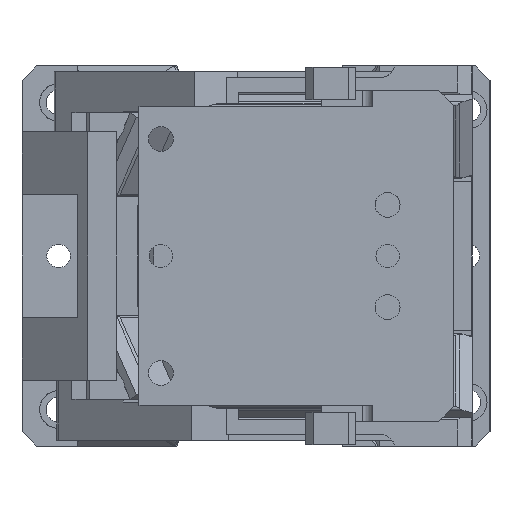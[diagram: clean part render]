
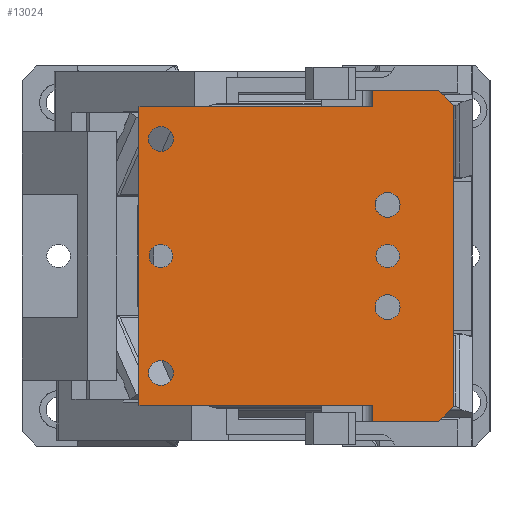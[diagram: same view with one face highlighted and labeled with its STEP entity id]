
A CAD part, front view. The second image highlights one B-rep face of the part: STEP entity #13024.
In plain terms, the highlighted planar face has unit normal (0, -1, 0).
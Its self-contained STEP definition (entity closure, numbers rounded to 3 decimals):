
#12800=CARTESIAN_POINT('Axis2P3D Location',(-70.,-130.,35.)) ;
#12804=CARTESIAN_POINT('Vertex',(-70.,-130.,26.5)) ;
#12806=CARTESIAN_POINT('Vertex',(-70.,-130.,43.5)) ;
#12831=CARTESIAN_POINT('Axis2P3D Location',(-70.,-130.,35.)) ;
#12843=CARTESIAN_POINT('Axis2P3D Location',(-240.,-130.,113.)) ;
#12848=CARTESIAN_POINT('Line Origine',(-25.,-130.,0.)) ;
#12852=CARTESIAN_POINT('Vertex',(-25.,-130.,103.)) ;
#12854=CARTESIAN_POINT('Vertex',(-25.,-130.,-103.)) ;
#12857=CARTESIAN_POINT('Line Origine',(-30.,-130.,108.)) ;
#12861=CARTESIAN_POINT('Vertex',(-35.,-130.,113.)) ;
#12864=CARTESIAN_POINT('Line Origine',(-57.5,-130.,113.)) ;
#12868=CARTESIAN_POINT('Vertex',(-80.,-130.,113.)) ;
#12871=CARTESIAN_POINT('Line Origine',(-80.,-130.,107.5)) ;
#12875=CARTESIAN_POINT('Vertex',(-80.,-130.,102.)) ;
#12878=CARTESIAN_POINT('Line Origine',(-160.,-130.,102.)) ;
#12882=CARTESIAN_POINT('Vertex',(-240.,-130.,102.)) ;
#12885=CARTESIAN_POINT('Line Origine',(-240.,-130.,0.)) ;
#12889=CARTESIAN_POINT('Vertex',(-240.,-130.,-102.)) ;
#12892=CARTESIAN_POINT('Line Origine',(-160.,-130.,-102.)) ;
#12896=CARTESIAN_POINT('Vertex',(-80.,-130.,-102.)) ;
#12899=CARTESIAN_POINT('Line Origine',(-80.,-130.,-107.5)) ;
#12903=CARTESIAN_POINT('Vertex',(-80.,-130.,-113.)) ;
#12906=CARTESIAN_POINT('Line Origine',(-57.5,-130.,-113.)) ;
#12910=CARTESIAN_POINT('Vertex',(-35.,-130.,-113.)) ;
#12913=CARTESIAN_POINT('Line Origine',(-30.,-130.,-108.)) ;
#12930=CARTESIAN_POINT('Axis2P3D Location',(-70.,-130.,0.)) ;
#12934=CARTESIAN_POINT('Vertex',(-70.,-130.,-8.)) ;
#12936=CARTESIAN_POINT('Vertex',(-70.,-130.,8.)) ;
#12939=CARTESIAN_POINT('Axis2P3D Location',(-70.,-130.,0.)) ;
#12948=CARTESIAN_POINT('Axis2P3D Location',(-225.,-130.,-80.)) ;
#12952=CARTESIAN_POINT('Vertex',(-225.,-130.,-88.5)) ;
#12954=CARTESIAN_POINT('Vertex',(-225.,-130.,-71.5)) ;
#12957=CARTESIAN_POINT('Axis2P3D Location',(-225.,-130.,-80.)) ;
#12966=CARTESIAN_POINT('Axis2P3D Location',(-225.,-130.,80.)) ;
#12970=CARTESIAN_POINT('Vertex',(-225.,-130.,71.5)) ;
#12972=CARTESIAN_POINT('Vertex',(-225.,-130.,88.5)) ;
#12975=CARTESIAN_POINT('Axis2P3D Location',(-225.,-130.,80.)) ;
#12984=CARTESIAN_POINT('Axis2P3D Location',(-70.,-130.,-35.)) ;
#12988=CARTESIAN_POINT('Vertex',(-70.,-130.,-43.5)) ;
#12990=CARTESIAN_POINT('Vertex',(-70.,-130.,-26.5)) ;
#12993=CARTESIAN_POINT('Axis2P3D Location',(-70.,-130.,-35.)) ;
#13006=CARTESIAN_POINT('Axis2P3D Location',(-225.,-130.,0.)) ;
#13010=CARTESIAN_POINT('Vertex',(-225.,-130.,-8.)) ;
#13012=CARTESIAN_POINT('Vertex',(-225.,-130.,8.)) ;
#13015=CARTESIAN_POINT('Axis2P3D Location',(-225.,-130.,0.)) ;
#12801=DIRECTION('Axis2P3D Direction',(-0.,1.,0.)) ;
#12832=DIRECTION('Axis2P3D Direction',(-0.,1.,0.)) ;
#12844=DIRECTION('Axis2P3D Direction',(0.,1.,0.)) ;
#12845=DIRECTION('Axis2P3D XDirection',(0.,0.,1.)) ;
#12849=DIRECTION('Vector Direction',(0.,0.,-1.)) ;
#12858=DIRECTION('Vector Direction',(-0.707,0.,0.707)) ;
#12865=DIRECTION('Vector Direction',(1.,0.,0.)) ;
#12872=DIRECTION('Vector Direction',(0.,0.,1.)) ;
#12879=DIRECTION('Vector Direction',(1.,0.,0.)) ;
#12886=DIRECTION('Vector Direction',(0.,0.,-1.)) ;
#12893=DIRECTION('Vector Direction',(-1.,0.,0.)) ;
#12900=DIRECTION('Vector Direction',(0.,0.,-1.)) ;
#12907=DIRECTION('Vector Direction',(1.,0.,0.)) ;
#12914=DIRECTION('Vector Direction',(0.707,0.,0.707)) ;
#12931=DIRECTION('Axis2P3D Direction',(0.,1.,0.)) ;
#12940=DIRECTION('Axis2P3D Direction',(0.,1.,0.)) ;
#12949=DIRECTION('Axis2P3D Direction',(0.,1.,0.)) ;
#12958=DIRECTION('Axis2P3D Direction',(0.,1.,0.)) ;
#12967=DIRECTION('Axis2P3D Direction',(0.,1.,0.)) ;
#12976=DIRECTION('Axis2P3D Direction',(0.,1.,0.)) ;
#12985=DIRECTION('Axis2P3D Direction',(0.,1.,0.)) ;
#12994=DIRECTION('Axis2P3D Direction',(0.,1.,0.)) ;
#13007=DIRECTION('Axis2P3D Direction',(0.,1.,0.)) ;
#13016=DIRECTION('Axis2P3D Direction',(0.,1.,0.)) ;
#12802=AXIS2_PLACEMENT_3D('Circle Axis2P3D',#12800,#12801,$) ;
#12833=AXIS2_PLACEMENT_3D('Circle Axis2P3D',#12831,#12832,$) ;
#12846=AXIS2_PLACEMENT_3D('Plane Axis2P3D',#12843,#12844,#12845) ;
#12932=AXIS2_PLACEMENT_3D('Circle Axis2P3D',#12930,#12931,$) ;
#12941=AXIS2_PLACEMENT_3D('Circle Axis2P3D',#12939,#12940,$) ;
#12950=AXIS2_PLACEMENT_3D('Circle Axis2P3D',#12948,#12949,$) ;
#12959=AXIS2_PLACEMENT_3D('Circle Axis2P3D',#12957,#12958,$) ;
#12968=AXIS2_PLACEMENT_3D('Circle Axis2P3D',#12966,#12967,$) ;
#12977=AXIS2_PLACEMENT_3D('Circle Axis2P3D',#12975,#12976,$) ;
#12986=AXIS2_PLACEMENT_3D('Circle Axis2P3D',#12984,#12985,$) ;
#12995=AXIS2_PLACEMENT_3D('Circle Axis2P3D',#12993,#12994,$) ;
#13008=AXIS2_PLACEMENT_3D('Circle Axis2P3D',#13006,#13007,$) ;
#13017=AXIS2_PLACEMENT_3D('Circle Axis2P3D',#13015,#13016,$) ;
#12919=ORIENTED_EDGE('',*,*,#12856,.F.) ;
#12920=ORIENTED_EDGE('',*,*,#12863,.T.) ;
#12921=ORIENTED_EDGE('',*,*,#12870,.F.) ;
#12922=ORIENTED_EDGE('',*,*,#12877,.F.) ;
#12923=ORIENTED_EDGE('',*,*,#12884,.F.) ;
#12924=ORIENTED_EDGE('',*,*,#12891,.T.) ;
#12925=ORIENTED_EDGE('',*,*,#12898,.F.) ;
#12926=ORIENTED_EDGE('',*,*,#12905,.T.) ;
#12927=ORIENTED_EDGE('',*,*,#12912,.T.) ;
#12928=ORIENTED_EDGE('',*,*,#12917,.T.) ;
#12945=ORIENTED_EDGE('',*,*,#12938,.T.) ;
#12946=ORIENTED_EDGE('',*,*,#12943,.T.) ;
#12963=ORIENTED_EDGE('',*,*,#12956,.T.) ;
#12964=ORIENTED_EDGE('',*,*,#12961,.T.) ;
#12981=ORIENTED_EDGE('',*,*,#12974,.T.) ;
#12982=ORIENTED_EDGE('',*,*,#12979,.T.) ;
#12999=ORIENTED_EDGE('',*,*,#12992,.T.) ;
#13000=ORIENTED_EDGE('',*,*,#12997,.T.) ;
#13003=ORIENTED_EDGE('',*,*,#12808,.T.) ;
#13004=ORIENTED_EDGE('',*,*,#12835,.T.) ;
#13021=ORIENTED_EDGE('',*,*,#13014,.T.) ;
#13022=ORIENTED_EDGE('',*,*,#13019,.T.) ;
#12947=FACE_BOUND('',#12944,.T.) ;
#12965=FACE_BOUND('',#12962,.T.) ;
#12983=FACE_BOUND('',#12980,.T.) ;
#13001=FACE_BOUND('',#12998,.T.) ;
#13005=FACE_BOUND('',#13002,.T.) ;
#13023=FACE_BOUND('',#13020,.T.) ;
#12850=VECTOR('Line Direction',#12849,1.) ;
#12859=VECTOR('Line Direction',#12858,1.) ;
#12866=VECTOR('Line Direction',#12865,1.) ;
#12873=VECTOR('Line Direction',#12872,1.) ;
#12880=VECTOR('Line Direction',#12879,1.) ;
#12887=VECTOR('Line Direction',#12886,1.) ;
#12894=VECTOR('Line Direction',#12893,1.) ;
#12901=VECTOR('Line Direction',#12900,1.) ;
#12908=VECTOR('Line Direction',#12907,1.) ;
#12915=VECTOR('Line Direction',#12914,1.) ;
#13024=ADVANCED_FACE('CAM DRIVER',(#12929,#12947,#12965,#12983,#13001,#13005,#13023),#12847,.F.) ;
#12803=CIRCLE('generated circle',#12802,8.5) ;
#12834=CIRCLE('generated circle',#12833,8.5) ;
#12933=CIRCLE('generated circle',#12932,8.) ;
#12942=CIRCLE('generated circle',#12941,8.) ;
#12951=CIRCLE('generated circle',#12950,8.5) ;
#12960=CIRCLE('generated circle',#12959,8.5) ;
#12969=CIRCLE('generated circle',#12968,8.5) ;
#12978=CIRCLE('generated circle',#12977,8.5) ;
#12987=CIRCLE('generated circle',#12986,8.5) ;
#12996=CIRCLE('generated circle',#12995,8.5) ;
#13009=CIRCLE('generated circle',#13008,8.) ;
#13018=CIRCLE('generated circle',#13017,8.) ;
#12808=EDGE_CURVE('',#12805,#12807,#12803,.T.) ;
#12835=EDGE_CURVE('',#12807,#12805,#12834,.T.) ;
#12856=EDGE_CURVE('',#12853,#12855,#12851,.T.) ;
#12863=EDGE_CURVE('',#12853,#12862,#12860,.T.) ;
#12870=EDGE_CURVE('',#12869,#12862,#12867,.T.) ;
#12877=EDGE_CURVE('',#12876,#12869,#12874,.T.) ;
#12884=EDGE_CURVE('',#12883,#12876,#12881,.T.) ;
#12891=EDGE_CURVE('',#12883,#12890,#12888,.T.) ;
#12898=EDGE_CURVE('',#12897,#12890,#12895,.T.) ;
#12905=EDGE_CURVE('',#12897,#12904,#12902,.T.) ;
#12912=EDGE_CURVE('',#12904,#12911,#12909,.T.) ;
#12917=EDGE_CURVE('',#12911,#12855,#12916,.T.) ;
#12938=EDGE_CURVE('',#12935,#12937,#12933,.T.) ;
#12943=EDGE_CURVE('',#12937,#12935,#12942,.T.) ;
#12956=EDGE_CURVE('',#12953,#12955,#12951,.T.) ;
#12961=EDGE_CURVE('',#12955,#12953,#12960,.T.) ;
#12974=EDGE_CURVE('',#12971,#12973,#12969,.T.) ;
#12979=EDGE_CURVE('',#12973,#12971,#12978,.T.) ;
#12992=EDGE_CURVE('',#12989,#12991,#12987,.T.) ;
#12997=EDGE_CURVE('',#12991,#12989,#12996,.T.) ;
#13014=EDGE_CURVE('',#13011,#13013,#13009,.T.) ;
#13019=EDGE_CURVE('',#13013,#13011,#13018,.T.) ;
#12918=EDGE_LOOP('',(#12919,#12920,#12921,#12922,#12923,#12924,#12925,#12926,#12927,#12928)) ;
#12944=EDGE_LOOP('',(#12945,#12946)) ;
#12962=EDGE_LOOP('',(#12963,#12964)) ;
#12980=EDGE_LOOP('',(#12981,#12982)) ;
#12998=EDGE_LOOP('',(#12999,#13000)) ;
#13002=EDGE_LOOP('',(#13003,#13004)) ;
#13020=EDGE_LOOP('',(#13021,#13022)) ;
#12929=FACE_OUTER_BOUND('',#12918,.T.) ;
#12851=LINE('Line',#12848,#12850) ;
#12860=LINE('Line',#12857,#12859) ;
#12867=LINE('Line',#12864,#12866) ;
#12874=LINE('Line',#12871,#12873) ;
#12881=LINE('Line',#12878,#12880) ;
#12888=LINE('Line',#12885,#12887) ;
#12895=LINE('Line',#12892,#12894) ;
#12902=LINE('Line',#12899,#12901) ;
#12909=LINE('Line',#12906,#12908) ;
#12916=LINE('Line',#12913,#12915) ;
#12847=PLANE('Plane',#12846) ;
#12805=VERTEX_POINT('',#12804) ;
#12807=VERTEX_POINT('',#12806) ;
#12853=VERTEX_POINT('',#12852) ;
#12855=VERTEX_POINT('',#12854) ;
#12862=VERTEX_POINT('',#12861) ;
#12869=VERTEX_POINT('',#12868) ;
#12876=VERTEX_POINT('',#12875) ;
#12883=VERTEX_POINT('',#12882) ;
#12890=VERTEX_POINT('',#12889) ;
#12897=VERTEX_POINT('',#12896) ;
#12904=VERTEX_POINT('',#12903) ;
#12911=VERTEX_POINT('',#12910) ;
#12935=VERTEX_POINT('',#12934) ;
#12937=VERTEX_POINT('',#12936) ;
#12953=VERTEX_POINT('',#12952) ;
#12955=VERTEX_POINT('',#12954) ;
#12971=VERTEX_POINT('',#12970) ;
#12973=VERTEX_POINT('',#12972) ;
#12989=VERTEX_POINT('',#12988) ;
#12991=VERTEX_POINT('',#12990) ;
#13011=VERTEX_POINT('',#13010) ;
#13013=VERTEX_POINT('',#13012) ;
